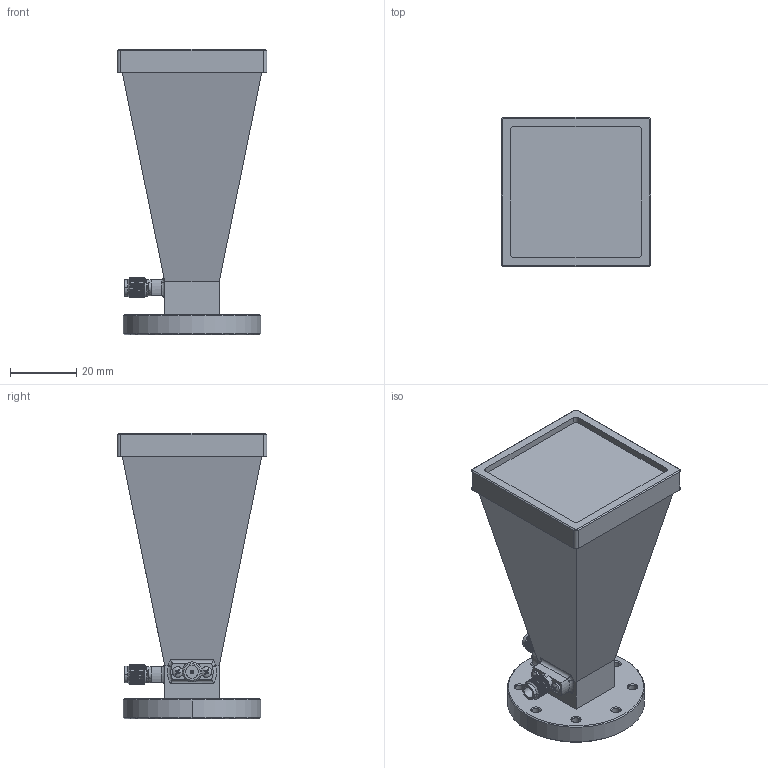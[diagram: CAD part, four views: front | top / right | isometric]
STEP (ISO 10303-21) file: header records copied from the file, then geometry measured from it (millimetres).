
FILE_DESCRIPTION (( 'STEP AP203' ), '1' );
FILE_NAME ('AV-S12-QR-RD-RM1.STEP', '2024-05-08T01:36:22', ( '' ), ( '' ), 'SwSTEP 2.0', 'SolidWorks 2021', '' );
FILE_SCHEMA (( 'CONFIG_CONTROL_DESIGN' ));
Length unit declared in the file: millimetre
Products named in the file (1): AV-S12-QR-RD-RM1
Bounding box: 45 x 45 x 86 mm (x, y, z)
Volume: 79012.2 mm3; surface area: 23099.5 mm2
Topology: 9 solids, 10 shells, 374 faces, 868 edges, 529 vertices
Faces by surface type: cylinder 151, plane 128, cone 66, torus 12, bspline 9, sphere 8
Entity records: 14683 total; most frequent: CARTESIAN_POINT 6295, DIRECTION 1777, ORIENTED_EDGE 1732, EDGE_CURVE 866, AXIS2_PLACEMENT_3D 698, VERTEX_POINT 529, EDGE_LOOP 409, VECTOR 381
